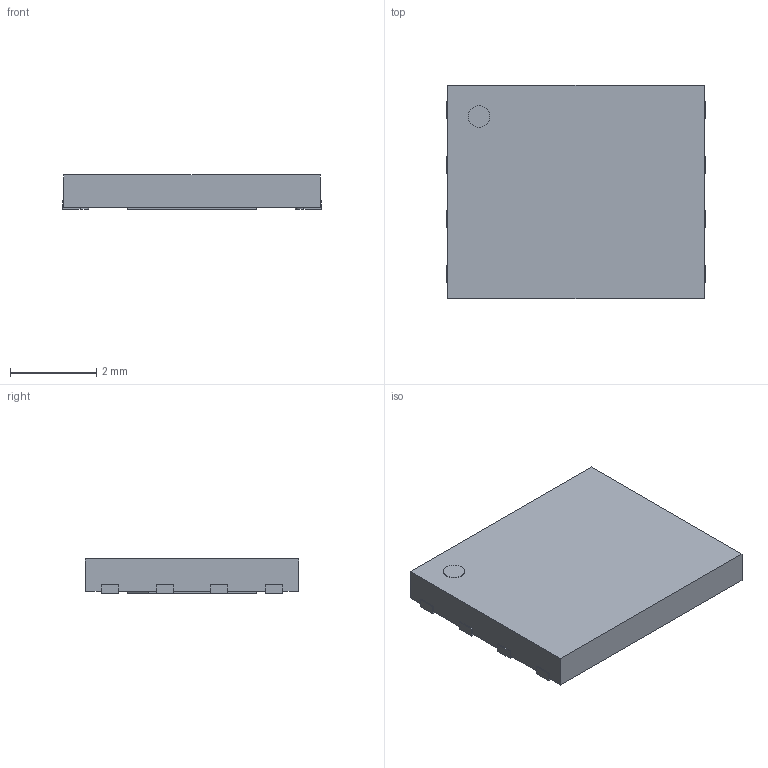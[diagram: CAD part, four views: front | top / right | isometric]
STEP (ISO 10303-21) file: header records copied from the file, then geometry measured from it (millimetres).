
FILE_DESCRIPTION(/* description */ ('model of W-PDFN-8-1EP_6x5mm_P1.27mm_EP3x3mm'),/* implementation_level */ '2;1');
FILE_NAME(/* name */ 'W-PDFN-8-1EP_6x5mm_P1.27mm_EP3x3mm.step',/* time_stamp */ '2022-12-21T12:43:34',/* author */ ('KiCAD','kicad'),/* organization */ ('OCCT'),/* preprocessor_version */ '',/* originating_system */ 'KiCAD',/* authorisation */ '');
FILE_SCHEMA(('AUTOMOTIVE_DESIGN { 1 0 10303 214 1 1 1 1 }'));
Length unit declared in the file: millimetre
Products named in the file (9): CQ assembly; b2c81738-8124-11ed-a8f2-acde48001122; b2c81738-8124-11ed-a8f2-acde48001122_part; b2c8199a-8124-11ed-a8f2-acde48001122; b2c8199a-8124-11ed-a8f2-acde48001122_part; b2c81abc-8124-11ed-a8f2-acde48001122; b2c81abc-8124-11ed-a8f2-acde48001122_part; b2c81b5c-8124-11ed-a8f2-acde48001122; b2c81b5c-8124-11ed-a8f2-acde48001122_part
Assembly tree (8 placements, depth 4):
  CQ assembly
    b2c81738-8124-11ed-a8f2-acde48001122
      b2c81738-8124-11ed-a8f2-acde48001122_part
      b2c8199a-8124-11ed-a8f2-acde48001122
        b2c8199a-8124-11ed-a8f2-acde48001122_part
      b2c81abc-8124-11ed-a8f2-acde48001122
        b2c81abc-8124-11ed-a8f2-acde48001122_part
      b2c81b5c-8124-11ed-a8f2-acde48001122
        b2c81b5c-8124-11ed-a8f2-acde48001122_part
Bounding box: 6 x 4.95 x 0.81 mm (x, y, z)
Volume: 22.6 mm3; surface area: 102.3 mm2
Topology: 11 solids, 11 shells, 102 faces, 237 edges, 158 vertices
Faces by surface type: plane 85, cylinder 17
Full cylindrical faces by diameter (mm): 0.5 x1
Entity records: 3092 total; most frequent: CARTESIAN_POINT 506, DIRECTION 493, ORIENTED_EDGE 474, EDGE_CURVE 237, LINE 203, VECTOR 203, VERTEX_POINT 158, AXIS2_PLACEMENT_3D 145
